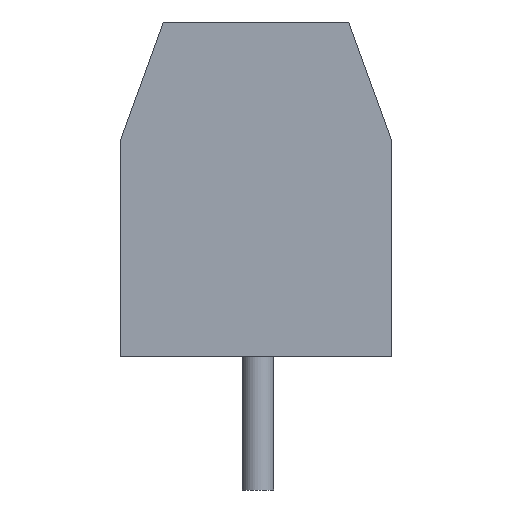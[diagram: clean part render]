
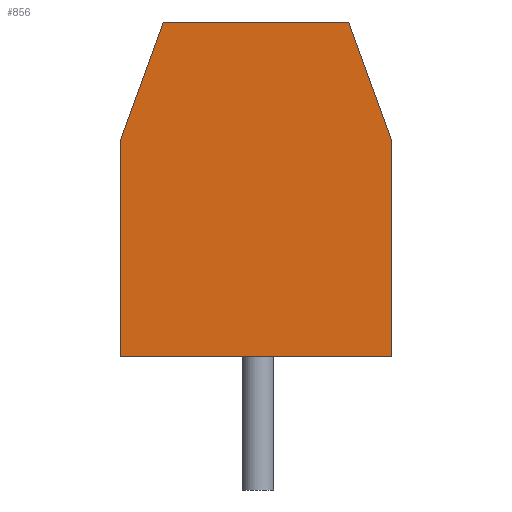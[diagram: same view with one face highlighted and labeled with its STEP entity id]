
A CAD part, front view. The second image highlights one B-rep face of the part: STEP entity #856.
In plain terms, the highlighted planar face has unit normal (0, -1, 0).
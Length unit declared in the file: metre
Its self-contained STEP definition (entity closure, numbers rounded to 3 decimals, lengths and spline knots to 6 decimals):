
#14=LINE('',#1352,#110);
#40=LINE('',#1405,#136);
#44=LINE('',#1413,#140);
#52=LINE('',#1422,#148);
#55=LINE('',#1428,#151);
#57=LINE('',#1431,#153);
#110=VECTOR('',#1125,1.);
#136=VECTOR('',#1153,1.);
#140=VECTOR('',#1159,1.);
#148=VECTOR('',#1169,1.);
#151=VECTOR('',#1174,1.);
#153=VECTOR('',#1178,1.);
#262=PLANE('',#1012);
#378=ORIENTED_EDGE('',*,*,#552,.T.);
#379=ORIENTED_EDGE('',*,*,#556,.T.);
#380=ORIENTED_EDGE('',*,*,#564,.F.);
#381=ORIENTED_EDGE('',*,*,#526,.F.);
#382=ORIENTED_EDGE('',*,*,#567,.F.);
#383=ORIENTED_EDGE('',*,*,#569,.T.);
#526=EDGE_CURVE('',#634,#635,#14,.T.);
#552=EDGE_CURVE('',#661,#660,#40,.T.);
#556=EDGE_CURVE('',#660,#663,#44,.T.);
#564=EDGE_CURVE('',#635,#663,#52,.T.);
#567=EDGE_CURVE('',#665,#634,#55,.T.);
#569=EDGE_CURVE('',#665,#661,#57,.T.);
#634=VERTEX_POINT('',#1351);
#635=VERTEX_POINT('',#1353);
#660=VERTEX_POINT('',#1404);
#661=VERTEX_POINT('',#1406);
#663=VERTEX_POINT('',#1412);
#665=VERTEX_POINT('',#1427);
#732=EDGE_LOOP('',(#378,#379,#380,#381,#382,#383));
#794=FACE_BOUND('',#732,.T.);
#856=ADVANCED_FACE('',(#794),#262,.T.);
#1012=AXIS2_PLACEMENT_3D('',#1432,#1179,#1180);
#1125=DIRECTION('',(0.,0.,1.));
#1153=DIRECTION('',(-0.342,0.,0.94));
#1159=DIRECTION('',(-1.,0.,0.));
#1169=DIRECTION('',(0.342,0.,0.94));
#1174=DIRECTION('',(-1.,0.,0.));
#1178=DIRECTION('',(0.,0.,1.));
#1179=DIRECTION('',(0.,-1.,0.));
#1180=DIRECTION('',(1.,0.,0.));
#1351=CARTESIAN_POINT('',(-0.00345,-0.0105,-0.00425));
#1352=CARTESIAN_POINT('',(-0.00345,-0.0105,-0.001503));
#1353=CARTESIAN_POINT('',(-0.00345,-0.0105,0.001244));
#1404=CARTESIAN_POINT('',(0.002356,-0.0105,0.00425));
#1405=CARTESIAN_POINT('',(0.002903,-0.0105,0.002747));
#1406=CARTESIAN_POINT('',(0.00345,-0.0105,0.001244));
#1412=CARTESIAN_POINT('',(-0.002356,-0.0105,0.00425));
#1413=CARTESIAN_POINT('',(0.,-0.0105,0.00425));
#1422=CARTESIAN_POINT('',(-0.002903,-0.0105,0.002747));
#1427=CARTESIAN_POINT('',(0.00345,-0.0105,-0.00425));
#1428=CARTESIAN_POINT('',(0.,-0.0105,-0.00425));
#1431=CARTESIAN_POINT('',(0.00345,-0.0105,-0.001503));
#1432=CARTESIAN_POINT('',(0.,-0.0105,0.));
